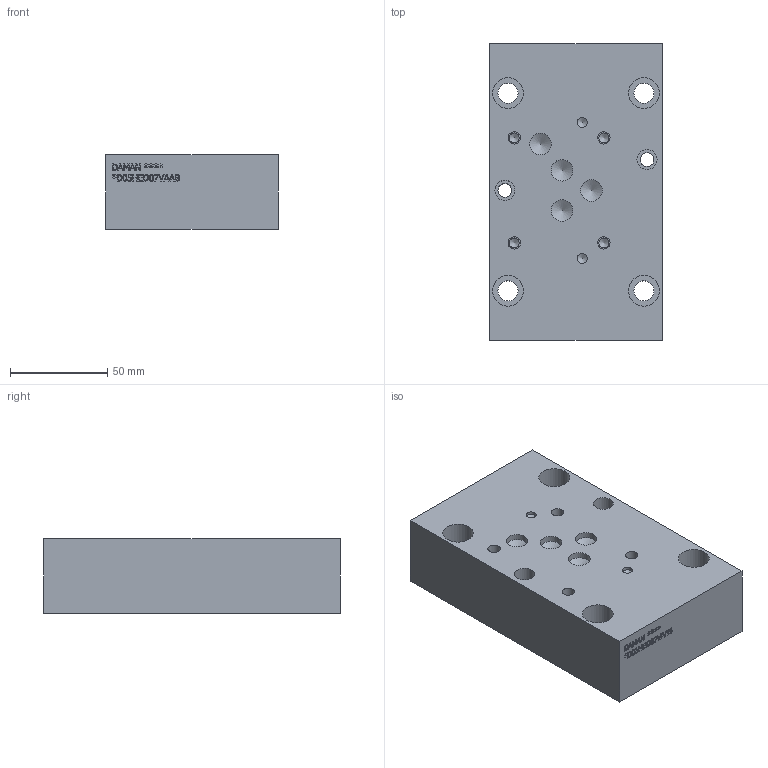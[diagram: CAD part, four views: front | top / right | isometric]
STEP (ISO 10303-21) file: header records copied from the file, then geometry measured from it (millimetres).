
FILE_DESCRIPTION(/* description */ (''),/* implementation_level */ '2;1');
FILE_NAME(/* name */ '_D05HED07VAAB.stp',/* time_stamp */ '2021-12-29T13:43:02-05:00',/* author */ ('jrf'),/* organization */ (''),/* preprocessor_version */ 'ST-DEVELOPER v18.1',/* originating_system */ 'Autodesk Inventor 2022',/* authorisation */ '');
FILE_SCHEMA (('AUTOMOTIVE_DESIGN { 1 0 10303 214 3 1 1 }'));
Length unit declared in the file: millimetre
Products named in the file (1): Part_AD05HED07VAAB.C01734R4_3D
Bounding box: 88.9 x 152.4 x 38.1 mm (x, y, z)
Volume: 481939.1 mm3; surface area: 55817.2 mm2
Topology: 1 solids, 1 shells, 424 faces, 1096 edges, 724 vertices
Faces by surface type: plane 285, bspline 75, cylinder 44, cone 20
Full cylindrical faces by diameter (mm): 3.175 x2, 5.105 x6, 6.35 x7, 7.137 x2, 10.312 x6, 11.113 x2, 11.125 x10, 15.875 x5, 25.4 x4
Entity records: 13453 total; most frequent: CARTESIAN_POINT 3200, ORIENTED_EDGE 2152, DIRECTION 1714, EDGE_CURVE 1076, LINE 838, VECTOR 838, VERTEX_POINT 724, EDGE_LOOP 506
